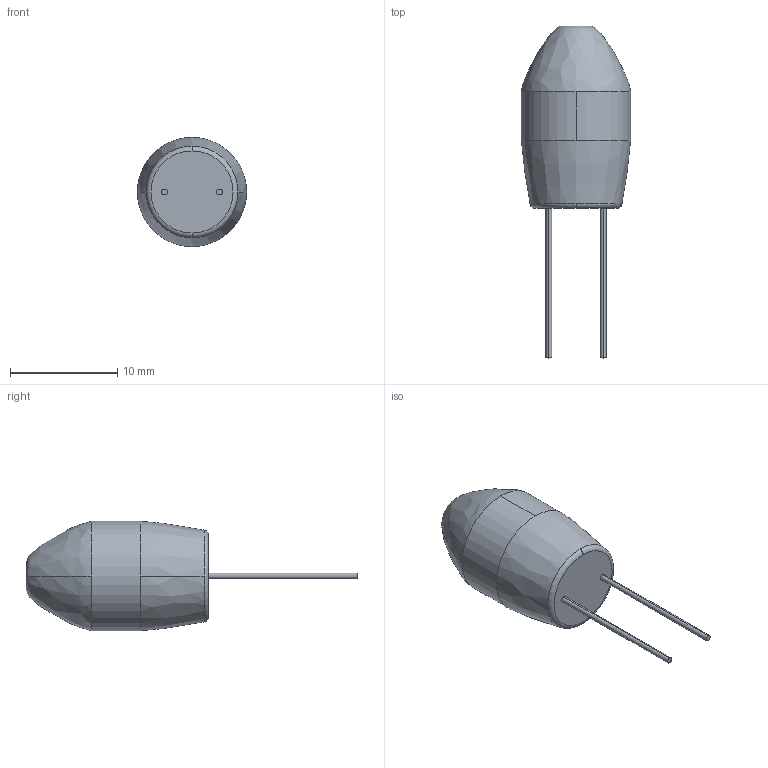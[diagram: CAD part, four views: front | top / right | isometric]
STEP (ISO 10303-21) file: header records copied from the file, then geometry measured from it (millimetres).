
FILE_DESCRIPTION (( 'STEP AP214' ), '1' );
FILE_NAME ('CTR_T350_D10.2H17S5.08LL13.96F0.55.STEP', '2017-11-30T21:50:57', ( '' ), ( '' ), 'SwSTEP 2.0', 'SolidWorks 2014', '' );
FILE_SCHEMA (( 'AUTOMOTIVE_DESIGN' ));
Length unit declared in the file: millimetre
Products named in the file (1): CTR_T350_D10.2H17S5.08LL13.96F0.55
Bounding box: 10.2 x 30.96 x 10.2 mm (x, y, z)
Volume: 1110.1 mm3; surface area: 607.3 mm2
Topology: 1 solids, 1 shells, 16 faces, 36 edges, 24 vertices
Faces by surface type: cylinder 6, bspline 4, plane 4, torus 2
Entity records: 724 total; most frequent: CARTESIAN_POINT 149, DIRECTION 84, ORIENTED_EDGE 72, AXIS2_PLACEMENT_3D 39, EDGE_CURVE 36, CIRCLE 26, VERTEX_POINT 24, UNCERTAINTY_MEASURE_WITH_UNIT 19
